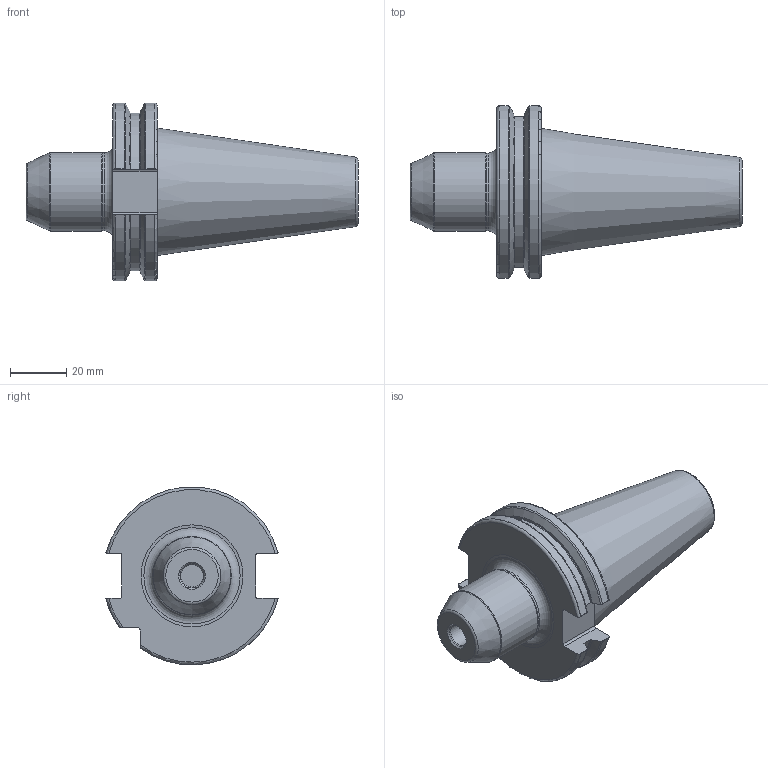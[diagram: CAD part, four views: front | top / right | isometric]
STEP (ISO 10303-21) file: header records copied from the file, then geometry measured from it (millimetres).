
FILE_DESCRIPTION(/* description */ (''),/* implementation_level */ '2;1');
FILE_NAME(/* name */ 'ASK40-EM-08-050.stp',/* time_stamp */ '2024-12-12T17:06:20+03:00',/* author */ (''),/* organization */ (''),/* preprocessor_version */ 'ST-DEVELOPER v19.4',/* originating_system */ 'SIEMENS PLM Software NX2306.9102',/* authorisation */ '');
FILE_SCHEMA (('AUTOMOTIVE_DESIGN { 1 0 10303 214 3 1 1 1 }'));
Length unit declared in the file: millimetre
Products named in the file (1): ASK40-EM-08-050-LIGHT_objects
Bounding box: 118.4 x 61.37 x 63.42 mm (x, y, z)
Volume: 129639.4 mm3; surface area: 19827.4 mm2
Topology: 1 solids, 1 shells, 88 faces, 238 edges, 154 vertices
Faces by surface type: plane 28, torus 23, cone 20, cylinder 17
Full cylindrical faces by diameter (mm): 8 x1, 27.8 x1, 28 x1
Entity records: 3224 total; most frequent: CARTESIAN_POINT 1125, ORIENTED_EDGE 440, DIRECTION 402, EDGE_CURVE 220, AXIS2_PLACEMENT_3D 168, VERTEX_POINT 152, EDGE_LOOP 106, ADVANCED_FACE 88
